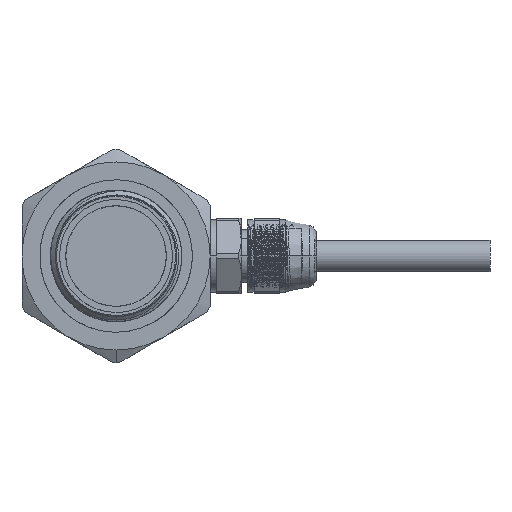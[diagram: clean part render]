
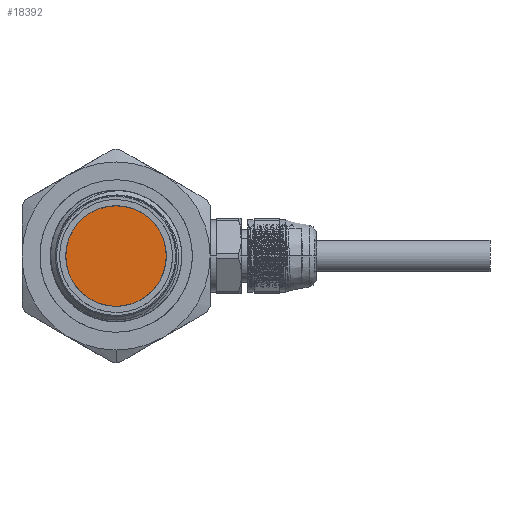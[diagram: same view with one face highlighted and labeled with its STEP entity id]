
A CAD part, front view. The second image highlights one B-rep face of the part: STEP entity #18392.
In plain terms, the highlighted face is planar.
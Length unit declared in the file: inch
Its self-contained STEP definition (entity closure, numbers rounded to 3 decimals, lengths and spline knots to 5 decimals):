
#1811 = VERTEX_POINT ( 'NONE', #12715 ) ;
#1856 = FACE_OUTER_BOUND ( 'NONE', #24219, .T. ) ;
#2160 = CARTESIAN_POINT ( 'NONE',  ( -0.04123, -0.31496, 32.91339 ) ) ;
#3987 = CARTESIAN_POINT ( 'NONE',  ( 0.31496, 0., 32.91339 ) ) ;
#4581 = CARTESIAN_POINT ( 'NONE',  ( 0.08244, -0.30676, 32.91339 ) ) ;
#6343 = CARTESIAN_POINT ( 'NONE',  ( -0.31496, 0., 32.91339 ) ) ;
#6472 = CARTESIAN_POINT ( 'NONE',  ( -0.15862, -0.27521, 32.91339 ) ) ;
#6609 = CARTESIAN_POINT ( 'NONE',  ( 0.31496, -0.04123, 32.91339 ) ) ;
#6737 = CARTESIAN_POINT ( 'NONE',  ( 0.25186, -0.19356, 32.91339 ) ) ;
#7263 = DIRECTION ( 'NONE',  ( 0., 0., -1. ) ) ;
#8203 = AXIS2_PLACEMENT_3D ( 'NONE', #25691, #7263, #25821 ) ;
#8493 = CARTESIAN_POINT ( 'NONE',  ( 0.04123, -0.31496, 32.91339 ) ) ;
#9058 = CIRCLE ( 'NONE', #8203, 0.31496 ) ;
#9805 = PLANE ( 'NONE',  #16286 ) ;
#10649 = CARTESIAN_POINT ( 'NONE',  ( -0.27521, -0.15862, 32.91339 ) ) ;
#10883 = EDGE_CURVE ( 'NONE', #1811, #22887, #9058, .T. ) ;
#11034 = ORIENTED_EDGE ( 'NONE', *, *, #10883, .F. ) ;
#12715 = CARTESIAN_POINT ( 'NONE',  ( -0.31496, 0., 32.91339 ) ) ;
#13245 = ORIENTED_EDGE ( 'NONE', *, *, #16955, .F. ) ;
#14252 = CARTESIAN_POINT ( 'NONE',  ( 0., 0., 32.91339 ) ) ;
#14948 = CARTESIAN_POINT ( 'NONE',  ( -0.19356, -0.25186, 32.91339 ) ) ;
#16286 = AXIS2_PLACEMENT_3D ( 'NONE', #14252, #16537, #18268 ) ;
#16432 = CARTESIAN_POINT ( 'NONE',  ( 0.27521, -0.15862, 32.91339 ) ) ;
#16537 = DIRECTION ( 'NONE',  ( 0., 0., 1. ) ) ;
#16571 = CARTESIAN_POINT ( 'NONE',  ( 0.30676, -0.08244, 32.91339 ) ) ;
#16831 = CARTESIAN_POINT ( 'NONE',  ( -0.30676, -0.08244, 32.91339 ) ) ;
#16955 = EDGE_CURVE ( 'NONE', #22887, #1811, #25878, .T. ) ;
#18268 = DIRECTION ( 'NONE',  ( 1., 0., 0. ) ) ;
#18392 = ADVANCED_FACE ( 'NONE', ( #1856 ), #9805, .T. ) ;
#18438 = CARTESIAN_POINT ( 'NONE',  ( -0.08244, -0.30676, 32.91339 ) ) ;
#18710 = CARTESIAN_POINT ( 'NONE',  ( 0.15862, -0.27521, 32.91339 ) ) ;
#20598 = CARTESIAN_POINT ( 'NONE',  ( 0.19356, -0.25186, 32.91339 ) ) ;
#21002 = CARTESIAN_POINT ( 'NONE',  ( -0.25186, -0.19356, 32.91339 ) ) ;
#22629 = CARTESIAN_POINT ( 'NONE',  ( 0.31496, 0., 32.91339 ) ) ;
#22887 = VERTEX_POINT ( 'NONE', #3987 ) ;
#24219 = EDGE_LOOP ( 'NONE', ( #13245, #11034 ) ) ;
#24778 = CARTESIAN_POINT ( 'NONE',  ( -0.31496, -0.04123, 32.91339 ) ) ;
#25691 = CARTESIAN_POINT ( 'NONE',  ( 0., 0., 32.91339 ) ) ;
#25821 = DIRECTION ( 'NONE',  ( 1., 0., 0. ) ) ;
#25878 = B_SPLINE_CURVE_WITH_KNOTS ( 'NONE', 3,
 ( #22629, #6609, #16571, #16432, #6737, #20598, #18710, #4581, #8493, #2160, #18438, #6472, #14948, #21002, #10649, #16831, #24778, #6343 ),
 .UNSPECIFIED., .F., .F.,
 ( 4, 2, 2, 2, 2, 2, 2, 2, 4 ),
 ( 0., 0.125, 0.25, 0.375, 0.5, 0.625, 0.75, 0.875, 1. ),
 .UNSPECIFIED. ) ;
